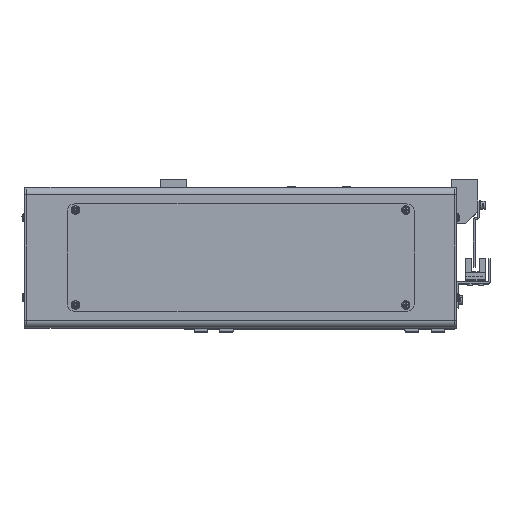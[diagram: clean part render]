
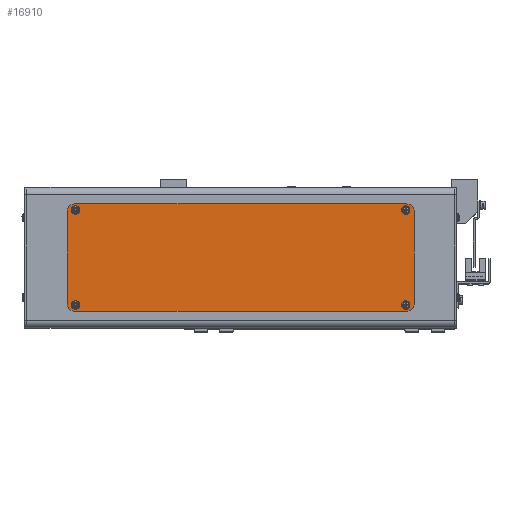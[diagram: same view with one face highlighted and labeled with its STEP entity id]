
A CAD part, top view. The second image highlights one B-rep face of the part: STEP entity #16910.
In plain terms, the highlighted planar face has unit normal (0, 0, 1).
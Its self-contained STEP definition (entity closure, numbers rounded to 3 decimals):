
#160 = EDGE_CURVE ( 'NONE', #7345, #24587, #56185, .T. ) ;
#1275 = VECTOR ( 'NONE', #53140, 1000. ) ;
#1738 = CARTESIAN_POINT ( 'NONE',  ( 107.75, -31., 2. ) ) ;
#2007 = CARTESIAN_POINT ( 'NONE',  ( -113.25, -30., 2. ) ) ;
#2392 = DIRECTION ( 'NONE',  ( 1., 0., 0. ) ) ;
#3247 = CARTESIAN_POINT ( 'NONE',  ( -113.25, -30., 2. ) ) ;
#3445 = DIRECTION ( 'NONE',  ( 1., 0., 0. ) ) ;
#3482 = DIRECTION ( 'NONE',  ( 1., 0., 0. ) ) ;
#4412 = CIRCLE ( 'NONE', #35581, 1.7 ) ;
#4503 = DIRECTION ( 'NONE',  ( 1., 0., 0. ) ) ;
#4927 = VECTOR ( 'NONE', #44292, 1000. ) ;
#5891 = DIRECTION ( 'NONE',  ( 0., 0., 1. ) ) ;
#6400 = DIRECTION ( 'NONE',  ( 0., 0., 1. ) ) ;
#6670 = FACE_OUTER_BOUND ( 'NONE', #53122, .T. ) ;
#6930 = AXIS2_PLACEMENT_3D ( 'NONE', #64863, #33899, #2392 ) ;
#6993 = VERTEX_POINT ( 'NONE', #43157 ) ;
#7010 = DIRECTION ( 'NONE',  ( 1., 0., 0. ) ) ;
#7345 = VERTEX_POINT ( 'NONE', #27390 ) ;
#8240 = CARTESIAN_POINT ( 'NONE',  ( 109.45, 31., 2. ) ) ;
#8270 = VECTOR ( 'NONE', #45696, 1000. ) ;
#8438 = CARTESIAN_POINT ( 'NONE',  ( -107.75, -31., 2. ) ) ;
#11629 = CIRCLE ( 'NONE', #26898, 5. ) ;
#11768 = AXIS2_PLACEMENT_3D ( 'NONE', #29509, #65757, #34831 ) ;
#13746 = DIRECTION ( 'NONE',  ( 1., 0., 0. ) ) ;
#14434 = CARTESIAN_POINT ( 'NONE',  ( -107.75, 31., 2. ) ) ;
#16615 = CARTESIAN_POINT ( 'NONE',  ( -108.25, 35., 2. ) ) ;
#16644 = EDGE_LOOP ( 'NONE', ( #38361, #32230 ) ) ;
#16910 = ADVANCED_FACE ( 'NONE', ( #20658, #62201, #6670, #36315, #48466 ), #51414, .T. ) ;
#17284 = CARTESIAN_POINT ( 'NONE',  ( -109.45, 31., 2. ) ) ;
#17370 = EDGE_CURVE ( 'NONE', #61324, #26070, #37882, .T. ) ;
#17846 = EDGE_CURVE ( 'NONE', #59357, #32492, #36188, .T. ) ;
#17981 = CARTESIAN_POINT ( 'NONE',  ( 107.75, -31., 2. ) ) ;
#18419 = VERTEX_POINT ( 'NONE', #2007 ) ;
#19271 = CIRCLE ( 'NONE', #37334, 1.7 ) ;
#19603 = CARTESIAN_POINT ( 'NONE',  ( 108.25, -35., 2. ) ) ;
#19948 = CARTESIAN_POINT ( 'NONE',  ( 113.25, 30., 2. ) ) ;
#20548 = LINE ( 'NONE', #33866, #4927 ) ;
#20658 = FACE_BOUND ( 'NONE', #31368, .T. ) ;
#20670 = CIRCLE ( 'NONE', #6930, 1.7 ) ;
#22542 = ORIENTED_EDGE ( 'NONE', *, *, #37097, .T. ) ;
#22661 = AXIS2_PLACEMENT_3D ( 'NONE', #66964, #36010, #4503 ) ;
#23247 = DIRECTION ( 'NONE',  ( 1., 0., 0. ) ) ;
#24587 = VERTEX_POINT ( 'NONE', #17284 ) ;
#24697 = VERTEX_POINT ( 'NONE', #19948 ) ;
#26040 = VERTEX_POINT ( 'NONE', #52894 ) ;
#26070 = VERTEX_POINT ( 'NONE', #27132 ) ;
#26491 = CARTESIAN_POINT ( 'NONE',  ( -106.05, -31., 2. ) ) ;
#26898 = AXIS2_PLACEMENT_3D ( 'NONE', #61950, #30890, #67134 ) ;
#27132 = CARTESIAN_POINT ( 'NONE',  ( 108.25, -35., 2. ) ) ;
#27390 = CARTESIAN_POINT ( 'NONE',  ( -106.05, 31., 2. ) ) ;
#27587 = CARTESIAN_POINT ( 'NONE',  ( -108.25, -35., 2. ) ) ;
#27885 = AXIS2_PLACEMENT_3D ( 'NONE', #65879, #34941, #3445 ) ;
#28317 = EDGE_CURVE ( 'NONE', #6993, #63475, #4412, .T. ) ;
#28959 = CARTESIAN_POINT ( 'NONE',  ( -107.75, -31., 2. ) ) ;
#29160 = VERTEX_POINT ( 'NONE', #60756 ) ;
#29214 = ORIENTED_EDGE ( 'NONE', *, *, #28317, .F. ) ;
#29228 = DIRECTION ( 'NONE',  ( 0., 0., 1. ) ) ;
#29509 = CARTESIAN_POINT ( 'NONE',  ( 108.25, 30., 2. ) ) ;
#30890 = DIRECTION ( 'NONE',  ( 0., 0., 1. ) ) ;
#31368 = EDGE_LOOP ( 'NONE', ( #52617, #29214 ) ) ;
#32230 = ORIENTED_EDGE ( 'NONE', *, *, #160, .F. ) ;
#32454 = EDGE_CURVE ( 'NONE', #18419, #61324, #52126, .T. ) ;
#32484 = ORIENTED_EDGE ( 'NONE', *, *, #58574, .F. ) ;
#32492 = VERTEX_POINT ( 'NONE', #38356 ) ;
#33866 = CARTESIAN_POINT ( 'NONE',  ( 113.25, 30., 2. ) ) ;
#33899 = DIRECTION ( 'NONE',  ( 0., 0., 1. ) ) ;
#34286 = DIRECTION ( 'NONE',  ( 1., 0., 0. ) ) ;
#34398 = CIRCLE ( 'NONE', #27885, 1.7 ) ;
#34831 = DIRECTION ( 'NONE',  ( 1., 0., 0. ) ) ;
#34941 = DIRECTION ( 'NONE',  ( 0., 0., 1. ) ) ;
#34982 = DIRECTION ( 'NONE',  ( 0., 0., 1. ) ) ;
#35581 = AXIS2_PLACEMENT_3D ( 'NONE', #1738, #38515, #7010 ) ;
#35866 = CARTESIAN_POINT ( 'NONE',  ( 113.25, -30., 2. ) ) ;
#36010 = DIRECTION ( 'NONE',  ( 0., 0., 1. ) ) ;
#36188 = CIRCLE ( 'NONE', #50263, 1.7 ) ;
#36315 = FACE_BOUND ( 'NONE', #50809, .T. ) ;
#37097 = EDGE_CURVE ( 'NONE', #46193, #18419, #52001, .T. ) ;
#37334 = AXIS2_PLACEMENT_3D ( 'NONE', #8438, #45057, #13746 ) ;
#37381 = CARTESIAN_POINT ( 'NONE',  ( -108.25, 30., 2. ) ) ;
#37882 = LINE ( 'NONE', #19603, #8270 ) ;
#37907 = CARTESIAN_POINT ( 'NONE',  ( -108.25, -30., 2. ) ) ;
#38235 = VECTOR ( 'NONE', #40205, 1000. ) ;
#38356 = CARTESIAN_POINT ( 'NONE',  ( -109.45, -31., 2. ) ) ;
#38361 = ORIENTED_EDGE ( 'NONE', *, *, #62732, .F. ) ;
#38515 = DIRECTION ( 'NONE',  ( 0., 0., 1. ) ) ;
#39059 = ORIENTED_EDGE ( 'NONE', *, *, #40164, .T. ) ;
#40164 = EDGE_CURVE ( 'NONE', #26070, #40709, #11629, .T. ) ;
#40205 = DIRECTION ( 'NONE',  ( 0., -1., 0. ) ) ;
#40709 = VERTEX_POINT ( 'NONE', #35866 ) ;
#41245 = AXIS2_PLACEMENT_3D ( 'NONE', #14434, #29228, #48500 ) ;
#41715 = EDGE_CURVE ( 'NONE', #24697, #29160, #58866, .T. ) ;
#41970 = ORIENTED_EDGE ( 'NONE', *, *, #64153, .T. ) ;
#42578 = DIRECTION ( 'NONE',  ( 1., 0., 0. ) ) ;
#43061 = DIRECTION ( 'NONE',  ( 1., 0., 0. ) ) ;
#43157 = CARTESIAN_POINT ( 'NONE',  ( 109.45, -31., 2. ) ) ;
#44292 = DIRECTION ( 'NONE',  ( 0., 1., 0. ) ) ;
#44688 = VERTEX_POINT ( 'NONE', #8240 ) ;
#45057 = DIRECTION ( 'NONE',  ( 0., 0., 1. ) ) ;
#45696 = DIRECTION ( 'NONE',  ( 1., 0., 0. ) ) ;
#46193 = VERTEX_POINT ( 'NONE', #65741 ) ;
#47002 = VERTEX_POINT ( 'NONE', #66815 ) ;
#47479 = AXIS2_PLACEMENT_3D ( 'NONE', #37907, #6400, #43061 ) ;
#47633 = CIRCLE ( 'NONE', #50814, 5. ) ;
#47893 = ORIENTED_EDGE ( 'NONE', *, *, #53350, .F. ) ;
#48359 = CIRCLE ( 'NONE', #51314, 1.7 ) ;
#48466 = FACE_BOUND ( 'NONE', #61919, .T. ) ;
#48500 = DIRECTION ( 'NONE',  ( 1., 0., 0. ) ) ;
#48881 = ORIENTED_EDGE ( 'NONE', *, *, #41715, .T. ) ;
#49806 = ORIENTED_EDGE ( 'NONE', *, *, #17846, .F. ) ;
#50263 = AXIS2_PLACEMENT_3D ( 'NONE', #28959, #65236, #34286 ) ;
#50809 = EDGE_LOOP ( 'NONE', ( #54214, #47893 ) ) ;
#50814 = AXIS2_PLACEMENT_3D ( 'NONE', #37381, #5891, #42578 ) ;
#51189 = CARTESIAN_POINT ( 'NONE',  ( 106.05, -31., 2. ) ) ;
#51248 = AXIS2_PLACEMENT_3D ( 'NONE', #17981, #54487, #23247 ) ;
#51314 = AXIS2_PLACEMENT_3D ( 'NONE', #65915, #34982, #3482 ) ;
#51414 = PLANE ( 'NONE',  #22661 ) ;
#51886 = EDGE_CURVE ( 'NONE', #47002, #46193, #47633, .T. ) ;
#52001 = LINE ( 'NONE', #3247, #38235 ) ;
#52126 = CIRCLE ( 'NONE', #47479, 5. ) ;
#52275 = ORIENTED_EDGE ( 'NONE', *, *, #17370, .T. ) ;
#52617 = ORIENTED_EDGE ( 'NONE', *, *, #67166, .F. ) ;
#52642 = EDGE_CURVE ( 'NONE', #40709, #24697, #20548, .T. ) ;
#52894 = CARTESIAN_POINT ( 'NONE',  ( 106.05, 31., 2. ) ) ;
#53122 = EDGE_LOOP ( 'NONE', ( #61612, #22542, #56650, #52275, #39059, #64878, #48881, #41970 ) ) ;
#53140 = DIRECTION ( 'NONE',  ( -1., 0., 0. ) ) ;
#53350 = EDGE_CURVE ( 'NONE', #44688, #26040, #48359, .T. ) ;
#53684 = LINE ( 'NONE', #16615, #1275 ) ;
#54214 = ORIENTED_EDGE ( 'NONE', *, *, #66657, .F. ) ;
#54487 = DIRECTION ( 'NONE',  ( 0., 0., 1. ) ) ;
#56185 = CIRCLE ( 'NONE', #41245, 1.7 ) ;
#56650 = ORIENTED_EDGE ( 'NONE', *, *, #32454, .T. ) ;
#58574 = EDGE_CURVE ( 'NONE', #32492, #59357, #19271, .T. ) ;
#58866 = CIRCLE ( 'NONE', #11768, 5. ) ;
#59357 = VERTEX_POINT ( 'NONE', #26491 ) ;
#60756 = CARTESIAN_POINT ( 'NONE',  ( 108.25, 35., 2. ) ) ;
#61324 = VERTEX_POINT ( 'NONE', #27587 ) ;
#61612 = ORIENTED_EDGE ( 'NONE', *, *, #51886, .T. ) ;
#61919 = EDGE_LOOP ( 'NONE', ( #32484, #49806 ) ) ;
#61950 = CARTESIAN_POINT ( 'NONE',  ( 108.25, -30., 2. ) ) ;
#62201 = FACE_BOUND ( 'NONE', #16644, .T. ) ;
#62732 = EDGE_CURVE ( 'NONE', #24587, #7345, #34398, .T. ) ;
#63475 = VERTEX_POINT ( 'NONE', #51189 ) ;
#64153 = EDGE_CURVE ( 'NONE', #29160, #47002, #53684, .T. ) ;
#64863 = CARTESIAN_POINT ( 'NONE',  ( 107.75, 31., 2. ) ) ;
#64878 = ORIENTED_EDGE ( 'NONE', *, *, #52642, .T. ) ;
#65236 = DIRECTION ( 'NONE',  ( 0., 0., 1. ) ) ;
#65741 = CARTESIAN_POINT ( 'NONE',  ( -113.25, 30., 2. ) ) ;
#65757 = DIRECTION ( 'NONE',  ( 0., 0., 1. ) ) ;
#65879 = CARTESIAN_POINT ( 'NONE',  ( -107.75, 31., 2. ) ) ;
#65915 = CARTESIAN_POINT ( 'NONE',  ( 107.75, 31., 2. ) ) ;
#66657 = EDGE_CURVE ( 'NONE', #26040, #44688, #20670, .T. ) ;
#66815 = CARTESIAN_POINT ( 'NONE',  ( -108.25, 35., 2. ) ) ;
#66964 = CARTESIAN_POINT ( 'NONE',  ( -108.25, 30., 2. ) ) ;
#66988 = CIRCLE ( 'NONE', #51248, 1.7 ) ;
#67134 = DIRECTION ( 'NONE',  ( 1., 0., 0. ) ) ;
#67166 = EDGE_CURVE ( 'NONE', #63475, #6993, #66988, .T. ) ;
